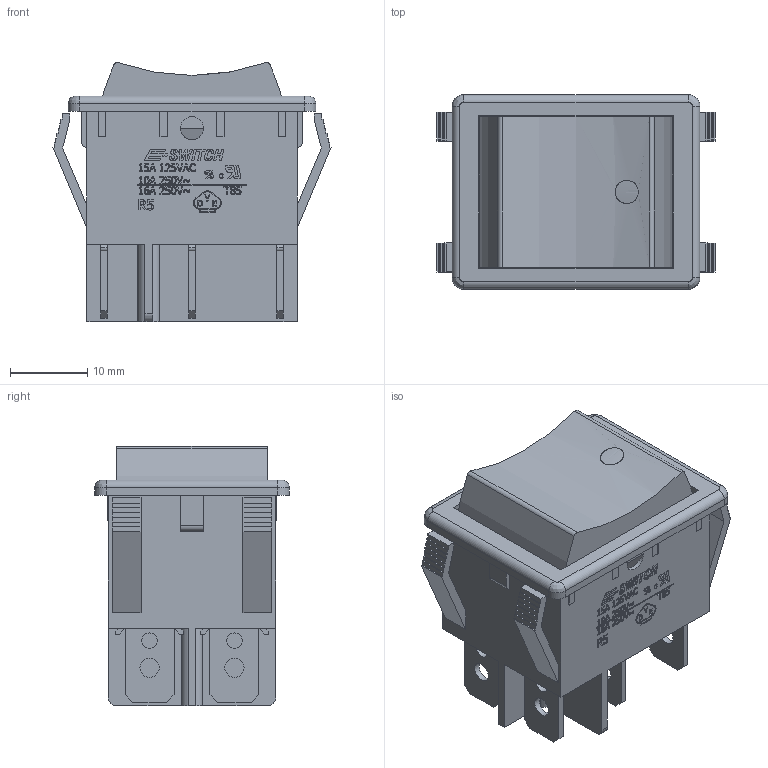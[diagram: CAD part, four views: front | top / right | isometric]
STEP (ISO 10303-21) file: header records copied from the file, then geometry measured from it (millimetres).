
FILE_DESCRIPTION((' '),'2;1');
FILE_NAME('R5GxxxxxxAF0.stp','2017-08-03T14:40:17',(' '),(' '),' ','ACIS',' ');
FILE_SCHEMA(('CONFIG_CONTROL_DESIGN'));
Length unit declared in the file: inch
Products named in the file (1): R5GxxxxxxAF0.stp
Bounding box: 36 x 25.2 x 33.54 mm (x, y, z)
Volume: 4925.4 mm3; surface area: 10316.1 mm2
Topology: 1 solids, 1 shells, 1243 faces, 3387 edges, 2239 vertices
Faces by surface type: plane 782, bspline 379, cylinder 80, cone 2
Full cylindrical faces by diameter (mm): 2 x6, 2.5 x6, 3 x5
Entity records: 41106 total; most frequent: CARTESIAN_POINT 12043, ORIENTED_EDGE 6738, DIRECTION 4523, EDGE_CURVE 3369, VECTOR 2437, LINE 2437, VERTEX_POINT 2237, EDGE_LOOP 1378
